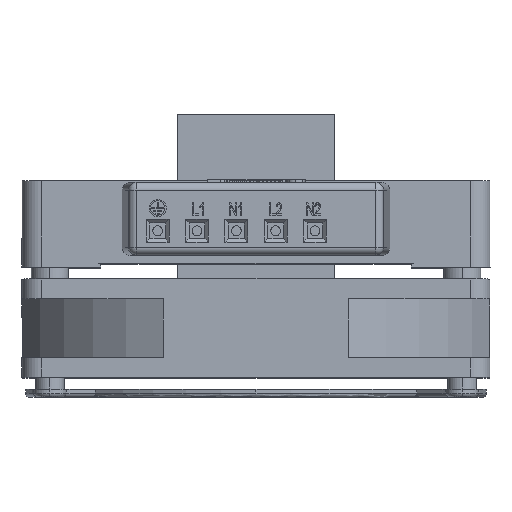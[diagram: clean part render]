
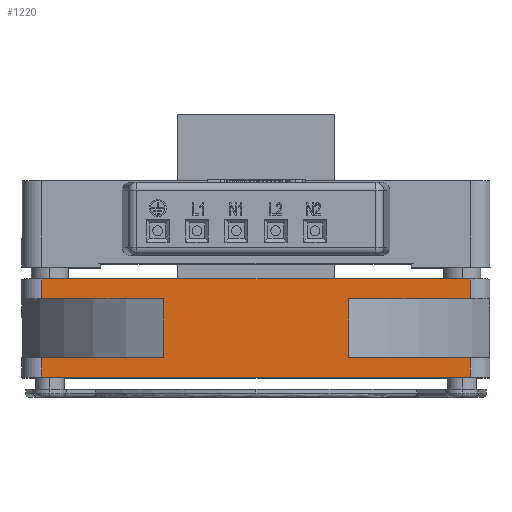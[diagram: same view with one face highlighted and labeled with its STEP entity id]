
A CAD part, top view. The second image highlights one B-rep face of the part: STEP entity #1220.
In plain terms, the highlighted planar face has unit normal (0, 0, 1).
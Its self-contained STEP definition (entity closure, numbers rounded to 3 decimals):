
#1220 = ADVANCED_FACE ( 'NONE', ( #14761 ), #16548, .F. ) ;
#2061 = ORIENTED_EDGE ( 'NONE', *, *, #12479, .T. ) ;
#2062 = ORIENTED_EDGE ( 'NONE', *, *, #13676, .F. ) ;
#2063 = ORIENTED_EDGE ( 'NONE', *, *, #12465, .F. ) ;
#2064 = ORIENTED_EDGE ( 'NONE', *, *, #13677, .F. ) ;
#2065 = ORIENTED_EDGE ( 'NONE', *, *, #13678, .T. ) ;
#2066 = ORIENTED_EDGE ( 'NONE', *, *, #13679, .F. ) ;
#2067 = ORIENTED_EDGE ( 'NONE', *, *, #13680, .F. ) ;
#2068 = ORIENTED_EDGE ( 'NONE', *, *, #13681, .T. ) ;
#2070 = ORIENTED_EDGE ( 'NONE', *, *, #13682, .T. ) ;
#2071 = ORIENTED_EDGE ( 'NONE', *, *, #13683, .T. ) ;
#2072 = ORIENTED_EDGE ( 'NONE', *, *, #12472, .F. ) ;
#2073 = ORIENTED_EDGE ( 'NONE', *, *, #13675, .T. ) ;
#6263 = EDGE_LOOP ( 'NONE', ( #2061, #2062, #2063, #2064, #2065, #2066, #2067, #2068, #2070, #2071, #2072, #2073 ) ) ;
#11270 = VERTEX_POINT ( 'NONE', #29397 ) ;
#11271 = VERTEX_POINT ( 'NONE', #29390 ) ;
#11275 = VERTEX_POINT ( 'NONE', #29400 ) ;
#11278 = VERTEX_POINT ( 'NONE', #29403 ) ;
#11279 = VERTEX_POINT ( 'NONE', #29404 ) ;
#12465 = EDGE_CURVE ( 'NONE', #13270, #13275, #32299, .T. ) ;
#12472 = EDGE_CURVE ( 'NONE', #13280, #13273, #32315, .T. ) ;
#12479 = EDGE_CURVE ( 'NONE', #13262, #13282, #32322, .T. ) ;
#13262 = VERTEX_POINT ( 'NONE', #35886 ) ;
#13270 = VERTEX_POINT ( 'NONE', #35894 ) ;
#13273 = VERTEX_POINT ( 'NONE', #35897 ) ;
#13275 = VERTEX_POINT ( 'NONE', #35899 ) ;
#13280 = VERTEX_POINT ( 'NONE', #35904 ) ;
#13282 = VERTEX_POINT ( 'NONE', #35906 ) ;
#13286 = VERTEX_POINT ( 'NONE', #35910 ) ;
#13675 = EDGE_CURVE ( 'NONE', #13280, #13262, #32371, .T. ) ;
#13676 = EDGE_CURVE ( 'NONE', #13275, #13282, #32373, .T. ) ;
#13677 = EDGE_CURVE ( 'NONE', #11270, #13270, #32375, .T. ) ;
#13678 = EDGE_CURVE ( 'NONE', #11270, #11275, #32377, .T. ) ;
#13679 = EDGE_CURVE ( 'NONE', #11271, #11275, #32379, .T. ) ;
#13680 = EDGE_CURVE ( 'NONE', #13286, #11271, #32381, .T. ) ;
#13681 = EDGE_CURVE ( 'NONE', #13286, #11278, #32383, .T. ) ;
#13682 = EDGE_CURVE ( 'NONE', #11278, #11279, #32385, .T. ) ;
#13683 = EDGE_CURVE ( 'NONE', #11279, #13273, #32387, .T. ) ;
#14357 = AXIS2_PLACEMENT_3D ( 'NONE', #16546, #16550, #16551 ) ;
#14761 = FACE_OUTER_BOUND ( 'NONE', #6263, .T. ) ;
#16546 = CARTESIAN_POINT ( 'NONE',  ( 5., -20., 121.5 ) ) ;
#16548 = PLANE ( 'NONE',  #14357 ) ;
#16550 = DIRECTION ( 'NONE',  ( 0., 0., -1. ) ) ;
#16551 = DIRECTION ( 'NONE',  ( -1., 0., 0. ) ) ;
#29390 = CARTESIAN_POINT ( 'NONE',  ( 5., -40., 121.5 ) ) ;
#29397 = CARTESIAN_POINT ( 'NONE',  ( 35.926, -35., 121.5 ) ) ;
#29400 = CARTESIAN_POINT ( 'NONE',  ( 5., -35., 121.5 ) ) ;
#29403 = CARTESIAN_POINT ( 'NONE',  ( 114., -35., 121.5 ) ) ;
#29404 = CARTESIAN_POINT ( 'NONE',  ( 83.074, -35., 121.5 ) ) ;
#32299 = LINE ( 'NONE', #34718, #32307 ) ;
#32307 = VECTOR ( 'NONE', #34714, 1000. ) ;
#32315 = LINE ( 'NONE', #34735, #32317 ) ;
#32317 = VECTOR ( 'NONE', #34723, 1000. ) ;
#32322 = LINE ( 'NONE', #34754, #32326 ) ;
#32326 = VECTOR ( 'NONE', #34753, 1000. ) ;
#32371 = LINE ( 'NONE', #35937, #32374 ) ;
#32373 = LINE ( 'NONE', #35939, #32376 ) ;
#32374 = VECTOR ( 'NONE', #35938, 1000. ) ;
#32375 = LINE ( 'NONE', #35941, #32378 ) ;
#32376 = VECTOR ( 'NONE', #35940, 1000. ) ;
#32377 = LINE ( 'NONE', #35943, #32380 ) ;
#32378 = VECTOR ( 'NONE', #35942, 1000. ) ;
#32379 = LINE ( 'NONE', #35945, #32382 ) ;
#32380 = VECTOR ( 'NONE', #35944, 1000. ) ;
#32381 = LINE ( 'NONE', #35947, #32384 ) ;
#32382 = VECTOR ( 'NONE', #35946, 1000. ) ;
#32383 = LINE ( 'NONE', #35949, #32386 ) ;
#32384 = VECTOR ( 'NONE', #35948, 1000. ) ;
#32385 = LINE ( 'NONE', #35951, #32388 ) ;
#32386 = VECTOR ( 'NONE', #35950, 1000. ) ;
#32387 = LINE ( 'NONE', #35953, #32390 ) ;
#32388 = VECTOR ( 'NONE', #35952, 1000. ) ;
#32390 = VECTOR ( 'NONE', #35954, 1000. ) ;
#34714 = DIRECTION ( 'NONE',  ( -1., 0., 0. ) ) ;
#34718 = CARTESIAN_POINT ( 'NONE',  ( 5., -20., 121.5 ) ) ;
#34723 = DIRECTION ( 'NONE',  ( -1., 0., 0. ) ) ;
#34735 = CARTESIAN_POINT ( 'NONE',  ( 5., -20., 121.5 ) ) ;
#34753 = DIRECTION ( 'NONE',  ( -1., 0., 0. ) ) ;
#34754 = CARTESIAN_POINT ( 'NONE',  ( 5., -15., 121.5 ) ) ;
#35886 = CARTESIAN_POINT ( 'NONE',  ( 114., -15., 121.5 ) ) ;
#35894 = CARTESIAN_POINT ( 'NONE',  ( 35.926, -20., 121.5 ) ) ;
#35897 = CARTESIAN_POINT ( 'NONE',  ( 83.074, -20., 121.5 ) ) ;
#35899 = CARTESIAN_POINT ( 'NONE',  ( 5., -20., 121.5 ) ) ;
#35904 = CARTESIAN_POINT ( 'NONE',  ( 114., -20., 121.5 ) ) ;
#35906 = CARTESIAN_POINT ( 'NONE',  ( 5., -15., 121.5 ) ) ;
#35910 = CARTESIAN_POINT ( 'NONE',  ( 114., -40., 121.5 ) ) ;
#35937 = CARTESIAN_POINT ( 'NONE',  ( 114., -20., 121.5 ) ) ;
#35938 = DIRECTION ( 'NONE',  ( 0., 1., 0. ) ) ;
#35939 = CARTESIAN_POINT ( 'NONE',  ( 5., -20., 121.5 ) ) ;
#35940 = DIRECTION ( 'NONE',  ( 0., 1., 0. ) ) ;
#35941 = CARTESIAN_POINT ( 'NONE',  ( 35.926, -35., 121.5 ) ) ;
#35942 = DIRECTION ( 'NONE',  ( 0., 1., 0. ) ) ;
#35943 = CARTESIAN_POINT ( 'NONE',  ( 114., -35., 121.5 ) ) ;
#35944 = DIRECTION ( 'NONE',  ( -1., 0., 0. ) ) ;
#35945 = CARTESIAN_POINT ( 'NONE',  ( 5., -40., 121.5 ) ) ;
#35946 = DIRECTION ( 'NONE',  ( 0., 1., 0. ) ) ;
#35947 = CARTESIAN_POINT ( 'NONE',  ( 114., -40., 121.5 ) ) ;
#35948 = DIRECTION ( 'NONE',  ( -1., 0., 0. ) ) ;
#35949 = CARTESIAN_POINT ( 'NONE',  ( 114., -40., 121.5 ) ) ;
#35950 = DIRECTION ( 'NONE',  ( 0., 1., 0. ) ) ;
#35951 = CARTESIAN_POINT ( 'NONE',  ( 114., -35., 121.5 ) ) ;
#35952 = DIRECTION ( 'NONE',  ( -1., 0., 0. ) ) ;
#35953 = CARTESIAN_POINT ( 'NONE',  ( 83.074, -35., 121.5 ) ) ;
#35954 = DIRECTION ( 'NONE',  ( 0., 1., 0. ) ) ;
